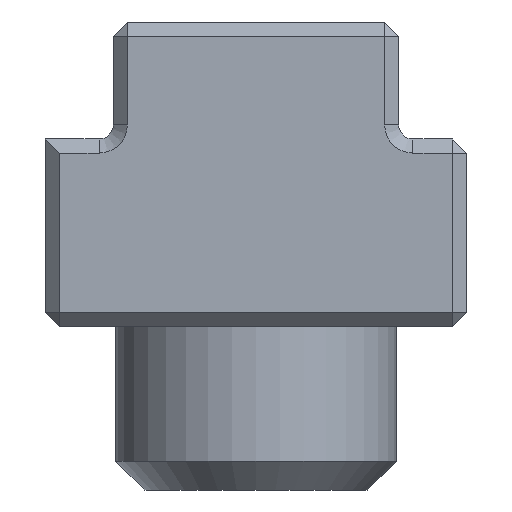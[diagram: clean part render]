
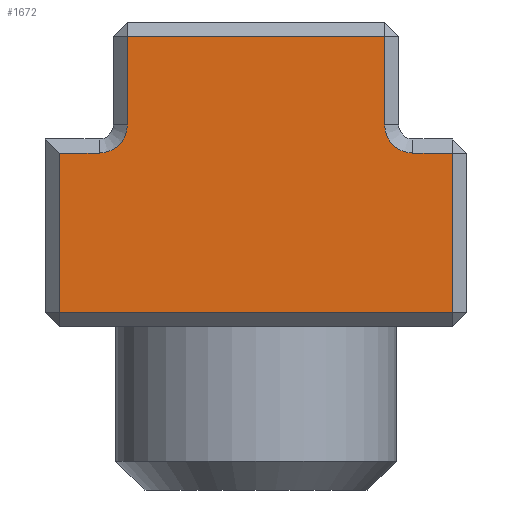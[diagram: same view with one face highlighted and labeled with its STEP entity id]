
A CAD part, left-side view. The second image highlights one B-rep face of the part: STEP entity #1672.
In plain terms, the highlighted planar face has unit normal (-1, 0, 0).
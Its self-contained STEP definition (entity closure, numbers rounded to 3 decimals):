
#106=PLANE('',#1811);
#187=FACE_OUTER_BOUND('',#290,.T.);
#290=EDGE_LOOP('',(#1240,#1241,#1242,#1243,#1244,#1245,#1246,#1247,#1248,
#1249));
#389=LINE('',#2431,#544);
#391=LINE('',#2434,#546);
#400=LINE('',#2449,#555);
#403=LINE('',#2458,#558);
#406=LINE('',#2464,#561);
#419=LINE('',#2491,#574);
#423=LINE('',#2498,#578);
#426=LINE('',#2507,#581);
#544=VECTOR('',#1974,10.);
#546=VECTOR('',#1978,10.);
#555=VECTOR('',#1995,10.);
#558=VECTOR('',#2006,10.);
#561=VECTOR('',#2011,10.);
#574=VECTOR('',#2040,10.);
#578=VECTOR('',#2046,10.);
#581=VECTOR('',#2057,10.);
#669=CIRCLE('',#1778,0.6);
#674=CIRCLE('',#1793,0.6);
#718=VERTEX_POINT('',#2365);
#722=VERTEX_POINT('',#2376);
#732=VERTEX_POINT('',#2398);
#734=VERTEX_POINT('',#2407);
#741=VERTEX_POINT('',#2422);
#744=VERTEX_POINT('',#2447);
#746=VERTEX_POINT('',#2453);
#748=VERTEX_POINT('',#2463);
#755=VERTEX_POINT('',#2494);
#757=VERTEX_POINT('',#2500);
#887=EDGE_CURVE('',#734,#741,#389,.T.);
#889=EDGE_CURVE('',#741,#732,#391,.T.);
#898=EDGE_CURVE('',#744,#734,#400,.T.);
#901=EDGE_CURVE('',#746,#744,#669,.T.);
#903=EDGE_CURVE('',#722,#746,#403,.T.);
#906=EDGE_CURVE('',#732,#748,#406,.T.);
#921=EDGE_CURVE('',#718,#722,#419,.T.);
#925=EDGE_CURVE('',#748,#755,#423,.T.);
#928=EDGE_CURVE('',#755,#757,#674,.T.);
#930=EDGE_CURVE('',#757,#718,#426,.T.);
#1240=ORIENTED_EDGE('',*,*,#887,.F.);
#1241=ORIENTED_EDGE('',*,*,#898,.F.);
#1242=ORIENTED_EDGE('',*,*,#901,.F.);
#1243=ORIENTED_EDGE('',*,*,#903,.F.);
#1244=ORIENTED_EDGE('',*,*,#921,.F.);
#1245=ORIENTED_EDGE('',*,*,#930,.F.);
#1246=ORIENTED_EDGE('',*,*,#928,.F.);
#1247=ORIENTED_EDGE('',*,*,#925,.F.);
#1248=ORIENTED_EDGE('',*,*,#906,.F.);
#1249=ORIENTED_EDGE('',*,*,#889,.F.);
#1672=ADVANCED_FACE('',(#187),#106,.T.);
#1778=AXIS2_PLACEMENT_3D('',#2455,#2000,#2001);
#1793=AXIS2_PLACEMENT_3D('',#2504,#2052,#2053);
#1811=AXIS2_PLACEMENT_3D('',#2545,#2105,#2106);
#1974=DIRECTION('',(0.,0.,-1.));
#1978=DIRECTION('',(0.,1.,0.));
#1995=DIRECTION('',(0.,-1.,0.));
#2000=DIRECTION('center_axis',(-1.,0.,0.));
#2001=DIRECTION('ref_axis',(0.,0.707,-0.707));
#2006=DIRECTION('',(0.,0.,-1.));
#2011=DIRECTION('',(0.,0.,1.));
#2040=DIRECTION('',(0.,-1.,0.));
#2046=DIRECTION('',(0.,-1.,0.));
#2052=DIRECTION('center_axis',(-1.,0.,0.));
#2053=DIRECTION('ref_axis',(0.,-0.707,-0.707));
#2057=DIRECTION('',(0.,0.,1.));
#2105=DIRECTION('center_axis',(-1.,0.,0.));
#2106=DIRECTION('ref_axis',(0.,0.,1.));
#2365=CARTESIAN_POINT('',(0.,2.75,6.2));
#2376=CARTESIAN_POINT('',(0.,-2.75,6.2));
#2398=CARTESIAN_POINT('',(0.,4.2,0.3));
#2407=CARTESIAN_POINT('',(0.,-4.2,3.7));
#2422=CARTESIAN_POINT('',(0.,-4.2,0.3));
#2431=CARTESIAN_POINT('',(0.,-4.2,0.));
#2434=CARTESIAN_POINT('',(0.,-2.25,0.3));
#2447=CARTESIAN_POINT('',(0.,-3.35,3.7));
#2449=CARTESIAN_POINT('',(0.,-2.25,3.7));
#2453=CARTESIAN_POINT('',(0.,-2.75,4.3));
#2455=CARTESIAN_POINT('Origin',(0.,-3.35,4.3));
#2458=CARTESIAN_POINT('',(0.,-2.75,2.));
#2463=CARTESIAN_POINT('',(0.,4.2,3.7));
#2464=CARTESIAN_POINT('',(0.,4.2,0.));
#2491=CARTESIAN_POINT('',(0.,-2.25,6.2));
#2494=CARTESIAN_POINT('',(0.,3.35,3.7));
#2498=CARTESIAN_POINT('',(0.,-2.25,3.7));
#2500=CARTESIAN_POINT('',(0.,2.75,4.3));
#2504=CARTESIAN_POINT('Origin',(0.,3.35,4.3));
#2507=CARTESIAN_POINT('',(0.,2.75,2.));
#2545=CARTESIAN_POINT('Origin',(0.,-4.5,
0.));
